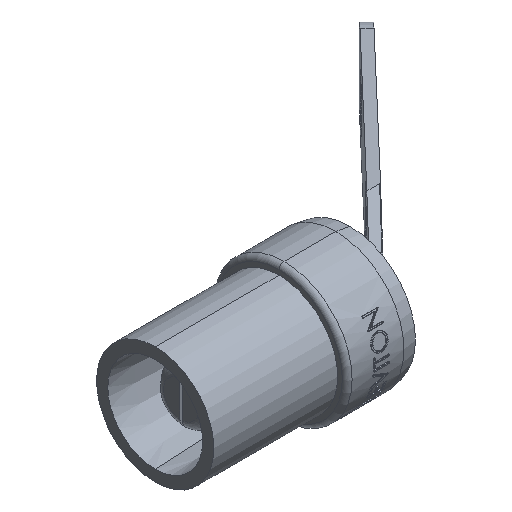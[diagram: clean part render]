
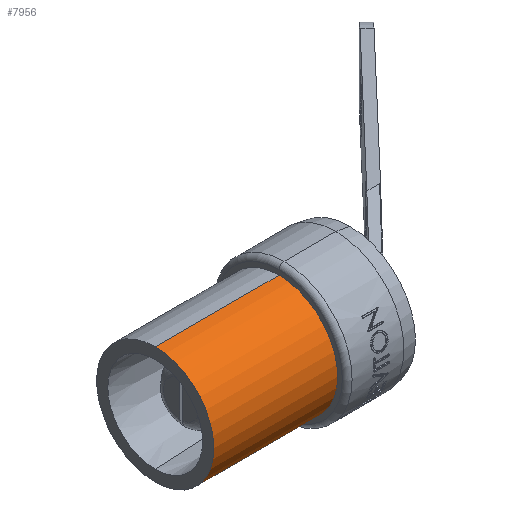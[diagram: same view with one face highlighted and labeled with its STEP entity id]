
A CAD part, isometric view. The second image highlights one B-rep face of the part: STEP entity #7956.
In plain terms, the highlighted cylindrical face has radius 18.771 mm (diameter 37.541 mm), a partial arc.
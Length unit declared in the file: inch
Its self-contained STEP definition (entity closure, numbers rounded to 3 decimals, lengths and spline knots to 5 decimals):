
#27 = EDGE_CURVE ( 'NONE', #6465, #7280, #4676, .T. ) ;
#568 = DIRECTION ( 'NONE',  ( 0., 0., 1. ) ) ;
#690 = ORIENTED_EDGE ( 'NONE', *, *, #27, .T. ) ;
#728 = AXIS2_PLACEMENT_3D ( 'NONE', #5277, #2586, #1941 ) ;
#937 = CARTESIAN_POINT ( 'NONE',  ( -8.06778, 0.60271, 3.89127 ) ) ;
#1325 = EDGE_CURVE ( 'NONE', #6465, #4178, #6157, .T. ) ;
#1620 = CARTESIAN_POINT ( 'NONE',  ( -6.50578, 0.60271, 2.41327 ) ) ;
#1669 = ORIENTED_EDGE ( 'NONE', *, *, #1325, .F. ) ;
#1941 = DIRECTION ( 'NONE',  ( 0., 0., 1. ) ) ;
#1955 = AXIS2_PLACEMENT_3D ( 'NONE', #2550, #5160, #5241 ) ;
#2340 = CARTESIAN_POINT ( 'NONE',  ( -6.50578, 0.60271, 2.41327 ) ) ;
#2550 = CARTESIAN_POINT ( 'NONE',  ( -8.06778, 0.60271, 3.15227 ) ) ;
#2586 = DIRECTION ( 'NONE',  ( -1., 0., 0. ) ) ;
#2590 = LINE ( 'NONE', #7787, #4847 ) ;
#2604 = CARTESIAN_POINT ( 'NONE',  ( -8.06778, 0.60271, 2.41327 ) ) ;
#2955 = ORIENTED_EDGE ( 'NONE', *, *, #6566, .F. ) ;
#3114 = CARTESIAN_POINT ( 'NONE',  ( -6.50578, 0.60271, 3.15227 ) ) ;
#3284 = ORIENTED_EDGE ( 'NONE', *, *, #7642, .T. ) ;
#4178 = VERTEX_POINT ( 'NONE', #2604 ) ;
#4676 = CIRCLE ( 'NONE', #728, 0.739 ) ;
#4723 = DIRECTION ( 'NONE',  ( -1., 0., 0. ) ) ;
#4847 = VECTOR ( 'NONE', #4723, 39.37008 ) ;
#4961 = EDGE_LOOP ( 'NONE', ( #1669, #690, #3284, #2955 ) ) ;
#5160 = DIRECTION ( 'NONE',  ( -1., 0., 0. ) ) ;
#5241 = DIRECTION ( 'NONE',  ( 0., 0., 1. ) ) ;
#5277 = CARTESIAN_POINT ( 'NONE',  ( -6.50578, 0.60271, 3.15227 ) ) ;
#5538 = CARTESIAN_POINT ( 'NONE',  ( -6.50578, 0.60271, 3.89127 ) ) ;
#5619 = DIRECTION ( 'NONE',  ( -1., 0., 0. ) ) ;
#5661 = AXIS2_PLACEMENT_3D ( 'NONE', #3114, #5733, #568 ) ;
#5688 = CYLINDRICAL_SURFACE ( 'NONE', #5661, 0.739 ) ;
#5733 = DIRECTION ( 'NONE',  ( -1., 0., 0. ) ) ;
#5907 = CIRCLE ( 'NONE', #1955, 0.739 ) ;
#6157 = LINE ( 'NONE', #1620, #7508 ) ;
#6465 = VERTEX_POINT ( 'NONE', #2340 ) ;
#6566 = EDGE_CURVE ( 'NONE', #4178, #7002, #5907, .T. ) ;
#7002 = VERTEX_POINT ( 'NONE', #937 ) ;
#7280 = VERTEX_POINT ( 'NONE', #5538 ) ;
#7508 = VECTOR ( 'NONE', #5619, 39.37008 ) ;
#7642 = EDGE_CURVE ( 'NONE', #7280, #7002, #2590, .T. ) ;
#7787 = CARTESIAN_POINT ( 'NONE',  ( -6.50578, 0.60271, 3.89127 ) ) ;
#7956 = ADVANCED_FACE ( 'NONE', ( #8154 ), #5688, .T. ) ;
#8154 = FACE_OUTER_BOUND ( 'NONE', #4961, .T. ) ;
